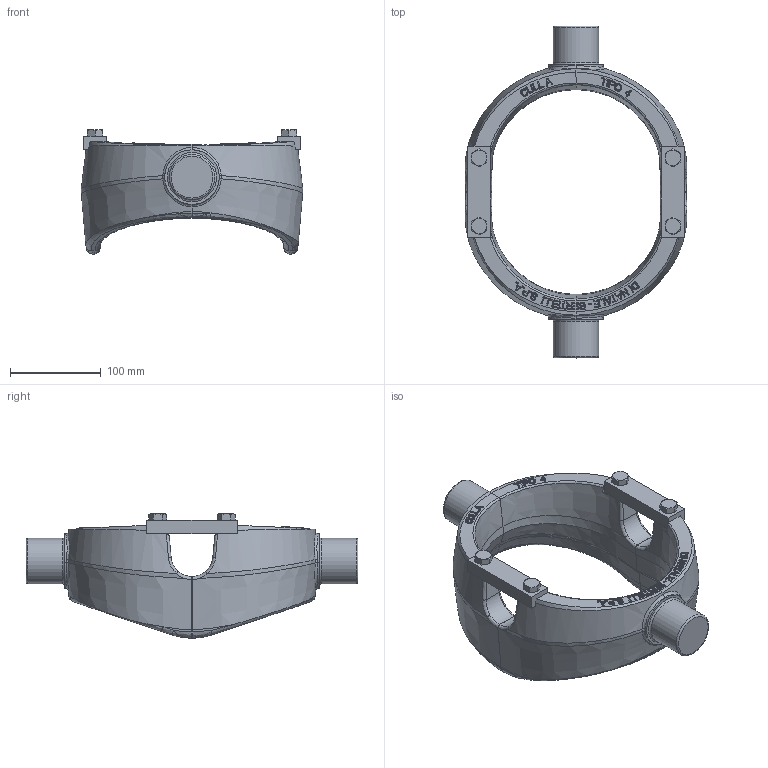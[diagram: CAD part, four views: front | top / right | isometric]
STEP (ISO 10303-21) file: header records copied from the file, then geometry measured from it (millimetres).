
FILE_DESCRIPTION( ( 'Unknown' ), '1' );
FILE_NAME( 'CULLA04.stp', 'Unknown', ( 'Unknown' ), ( 'Unknown' ), 'PSStep 16.0.42', 'Unknown', ' ' );
FILE_SCHEMA( ( 'AUTOMOTIVE_DESIGN { 1 0 10303 214 1 1 1 1 }' ) );
Length unit declared in the file: millimetre
Products named in the file (5): Assem1; 2633; 2633_; VTE M10x25
Assembly tree (8 placements, depth 2):
  Assem1
    2633
    2633
    2633_  x2
    VTE M10x25  x4
Bounding box: 243.86 x 365 x 136.71 mm (x, y, z)
Volume: 1768678.4 mm3; surface area: 212531.9 mm2
Topology: 8 solids, 8 shells, 1751 faces, 3968 edges, 2203 vertices
Faces by surface type: bspline 1339, sphere 230, plane 74, cone 40, offset 36, cylinder 28, torus 4
Full cylindrical faces by diameter (mm): 8.376 x4, 10 x4, 11 x4, 50 x2, 60 x2
Entity records: 245556 total; most frequent: CARTESIAN_POINT 204593, ORIENTED_EDGE 7202, EDGE_CURVE 3601, DIRECTION 3227, B_SPLINE_CURVE_WITH_KNOTS 2262, VERTEX_POINT 2052, EDGE_LOOP 1769, FACE_OUTER_BOUND 1709
